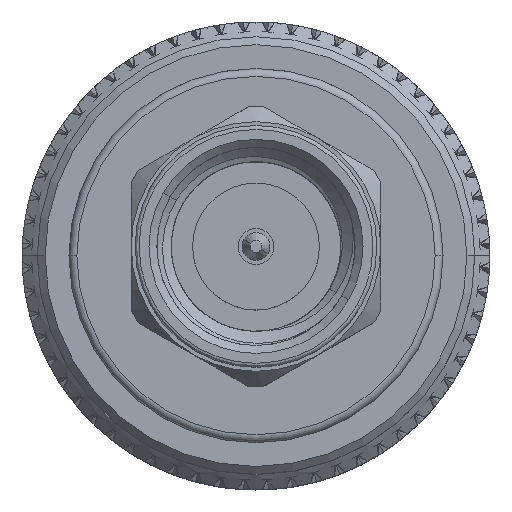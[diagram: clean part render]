
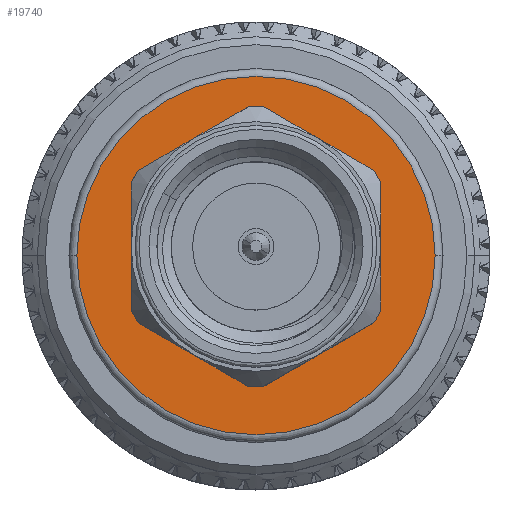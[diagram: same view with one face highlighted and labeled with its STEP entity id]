
A CAD part, top view. The second image highlights one B-rep face of the part: STEP entity #19740.
In plain terms, the highlighted face is planar.
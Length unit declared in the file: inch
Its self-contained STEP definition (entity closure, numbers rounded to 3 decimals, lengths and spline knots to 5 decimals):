
#1027 = DIRECTION ( 'NONE',  ( 0., 0., -1. ) ) ;
#1193 = DIRECTION ( 'NONE',  ( -1., 0., 0. ) ) ;
#8152 = CARTESIAN_POINT ( 'NONE',  ( 0.6265, 0., 0. ) ) ;
#9258 = DIRECTION ( 'NONE',  ( 0., 0., -1. ) ) ;
#10804 = CARTESIAN_POINT ( 'NONE',  ( 0.6265, 0., -0.10325 ) ) ;
#13206 = CARTESIAN_POINT ( 'NONE',  ( 0.6265, 0., -0.226 ) ) ;
#13958 = FACE_OUTER_BOUND ( 'NONE', #77952, .T. ) ;
#16270 = CARTESIAN_POINT ( 'NONE',  ( 0.6265, 0., 0. ) ) ;
#17955 = VERTEX_POINT ( 'NONE', #34922 ) ;
#19740 = ADVANCED_FACE ( 'NONE', ( #47378, #13958 ), #75077, .T. ) ;
#20016 = AXIS2_PLACEMENT_3D ( 'NONE', #8152, #81972, #1027 ) ;
#23460 = EDGE_CURVE ( 'NONE', #17955, #57167, #87622, .T. ) ;
#26072 = EDGE_CURVE ( 'NONE', #57167, #17955, #85095, .T. ) ;
#34922 = CARTESIAN_POINT ( 'NONE',  ( 0.6265, 0., 0.226 ) ) ;
#36010 = ORIENTED_EDGE ( 'NONE', *, *, #26072, .T. ) ;
#36191 = DIRECTION ( 'NONE',  ( 0., 0., -1. ) ) ;
#36320 = ORIENTED_EDGE ( 'NONE', *, *, #78267, .T. ) ;
#37411 = AXIS2_PLACEMENT_3D ( 'NONE', #87322, #94443, #36191 ) ;
#37731 = CARTESIAN_POINT ( 'NONE',  ( 0.6265, 0., 0.10325 ) ) ;
#37884 = CIRCLE ( 'NONE', #94933, 0.10325 ) ;
#38092 = CARTESIAN_POINT ( 'NONE',  ( 0.6265, 0., 0. ) ) ;
#38765 = DIRECTION ( 'NONE',  ( 0., 0., -1. ) ) ;
#38784 = ORIENTED_EDGE ( 'NONE', *, *, #23460, .T. ) ;
#42779 = VERTEX_POINT ( 'NONE', #37731 ) ;
#47378 = FACE_BOUND ( 'NONE', #49507, .T. ) ;
#47631 = VERTEX_POINT ( 'NONE', #10804 ) ;
#49507 = EDGE_LOOP ( 'NONE', ( #36320, #85526 ) ) ;
#57167 = VERTEX_POINT ( 'NONE', #13206 ) ;
#59922 = AXIS2_PLACEMENT_3D ( 'NONE', #61149, #90864, #38765 ) ;
#61118 = DIRECTION ( 'NONE',  ( 1., 0., 0. ) ) ;
#61149 = CARTESIAN_POINT ( 'NONE',  ( 0.6265, 0., 0. ) ) ;
#73125 = CIRCLE ( 'NONE', #20016, 0.10325 ) ;
#75077 = PLANE ( 'NONE',  #81050 ) ;
#77952 = EDGE_LOOP ( 'NONE', ( #36010, #38784 ) ) ;
#78267 = EDGE_CURVE ( 'NONE', #47631, #42779, #73125, .T. ) ;
#81050 = AXIS2_PLACEMENT_3D ( 'NONE', #38092, #61118, #89885 ) ;
#81972 = DIRECTION ( 'NONE',  ( -1., 0., 0. ) ) ;
#83675 = EDGE_CURVE ( 'NONE', #42779, #47631, #37884, .T. ) ;
#85095 = CIRCLE ( 'NONE', #59922, 0.226 ) ;
#85526 = ORIENTED_EDGE ( 'NONE', *, *, #83675, .T. ) ;
#87322 = CARTESIAN_POINT ( 'NONE',  ( 0.6265, 0., 0. ) ) ;
#87622 = CIRCLE ( 'NONE', #37411, 0.226 ) ;
#89885 = DIRECTION ( 'NONE',  ( 0., 0., -1. ) ) ;
#90864 = DIRECTION ( 'NONE',  ( 1., 0., 0. ) ) ;
#94443 = DIRECTION ( 'NONE',  ( 1., 0., 0. ) ) ;
#94933 = AXIS2_PLACEMENT_3D ( 'NONE', #16270, #1193, #9258 ) ;
